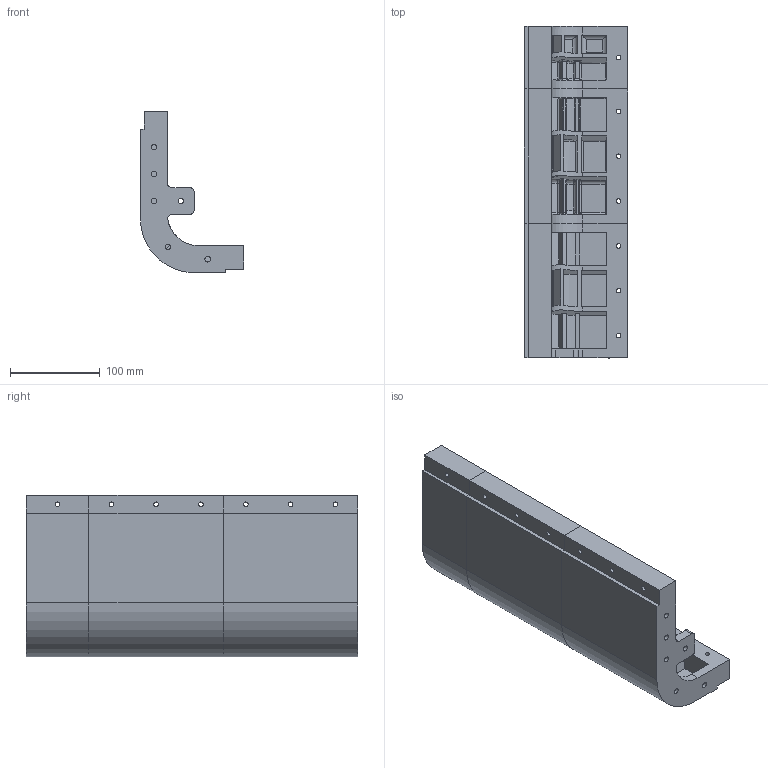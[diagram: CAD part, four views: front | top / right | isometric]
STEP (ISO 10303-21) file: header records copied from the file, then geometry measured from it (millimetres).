
FILE_DESCRIPTION(/* description */ (''),/* implementation_level */ '2;1');
FILE_NAME(/* name */ '',/* time_stamp */ '2025-10-07T23:49:25+03:00',/* author */ ('I9232'),/* organization */ (''),/* preprocessor_version */ 'ST-DEVELOPER v19.2',/* originating_system */ 'Autodesk Inventor 2023',/* authorisation */ '');
FILE_SCHEMA (('AUTOMOTIVE_DESIGN { 1 0 10303 214 3 1 1 }'));
Length unit declared in the file: millimetre
Products named in the file (4): Задний_столб; Столб_версия_
2.0; Столб_версия_
2.0_1; Верхняя часть 
столба зада
Assembly tree (3 placements, depth 2):
  Задний_столб
    Столб_версия_
2.0
    Столб_версия_
2.0_1
    Верхняя часть 
столба зада
Bounding box: 115 x 370 x 180 mm (x, y, z)
Volume: 1387594.8 mm3; surface area: 401148.9 mm2
Topology: 3 solids, 3 shells, 730 faces, 1889 edges, 1186 vertices
Faces by surface type: cylinder 301, plane 281, bspline 70, torus 39, sphere 35, cone 4
Full cylindrical faces by diameter (mm): 5.1 x14, 6.1 x5, 6.2 x21
Entity records: 24797 total; most frequent: CARTESIAN_POINT 6519, DIRECTION 3814, ORIENTED_EDGE 3712, EDGE_CURVE 1856, AXIS2_PLACEMENT_3D 1379, VERTEX_POINT 1145, LINE 1056, VECTOR 1056
